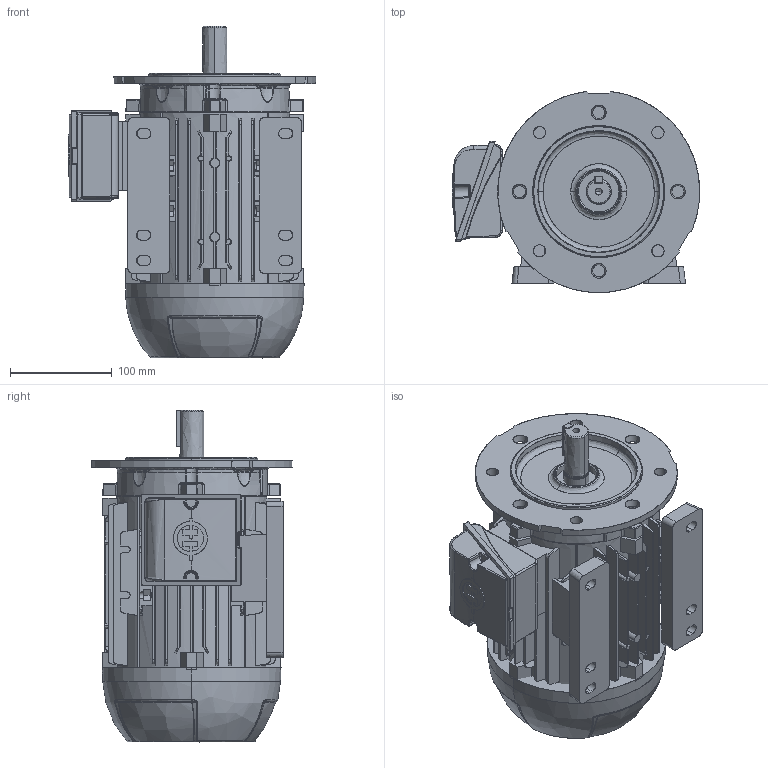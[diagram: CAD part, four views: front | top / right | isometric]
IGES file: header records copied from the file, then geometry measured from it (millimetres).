
Start section: SolidWorks IGES file using analytic representation for surfaces
Global section: file name: # IEC90 - B3D - M.igs; native system: SolidWorks 2020; preprocessor: SolidWorks 2020; author: dias; date: 220526.091104; units: millimetre
Bounding box: 243.64 x 198.19 x 326.9 mm (x, y, z)
Surface area: 516726.3 mm2 (no closed solid volume)
Topology: 0 solids, 0 shells, 1676 faces, 18300 edges, 18241 vertices
Faces by surface type: bspline 1172, revolution 504
